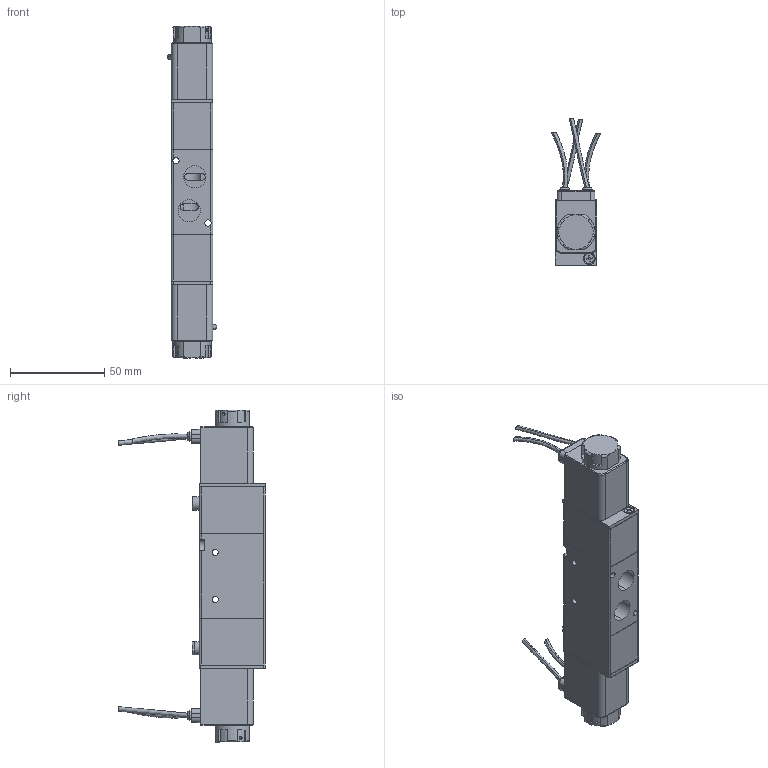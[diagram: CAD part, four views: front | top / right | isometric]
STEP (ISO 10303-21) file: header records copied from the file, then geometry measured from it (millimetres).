
FILE_DESCRIPTION (( 'STEP AP203' ), '1' );
FILE_NAME ('3V220-08-G.step', '2016-11-16T22:58:56', ( '' ), ( '' ), 'SwSTEP 2.0', 'SolidWorks 2016', '' );
FILE_SCHEMA (( 'CONFIG_CONTROL_DESIGN' ));
Length unit declared in the file: millimetre
Products named in the file (1): 3V220-08-G
Bounding box: 26.42 x 77.71 x 176.15 mm (x, y, z)
Volume: 107442.3 mm3; surface area: 31446.2 mm2
Topology: 11 solids, 12 shells, 375 faces, 955 edges, 623 vertices
Faces by surface type: plane 200, cylinder 119, bspline 40, cone 16
Entity records: 14058 total; most frequent: CARTESIAN_POINT 5199, ORIENTED_EDGE 1906, DIRECTION 1731, EDGE_CURVE 953, VERTEX_POINT 623, AXIS2_PLACEMENT_3D 615, VECTOR 501, LINE 501
